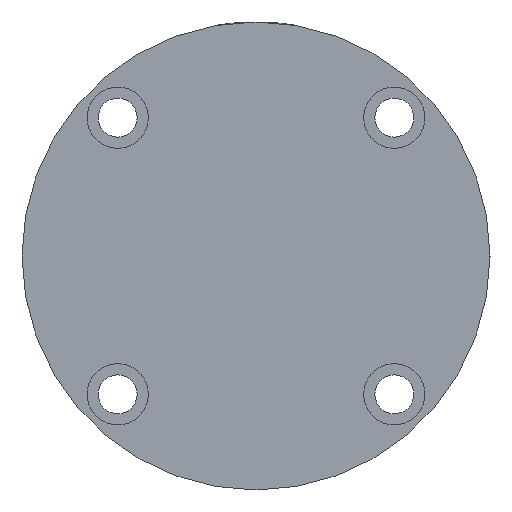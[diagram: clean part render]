
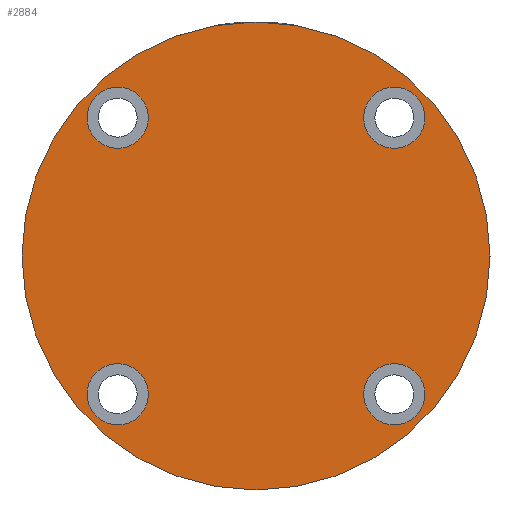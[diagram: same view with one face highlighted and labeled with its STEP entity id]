
A CAD part, left-side view. The second image highlights one B-rep face of the part: STEP entity #2884.
In plain terms, the highlighted face is planar.
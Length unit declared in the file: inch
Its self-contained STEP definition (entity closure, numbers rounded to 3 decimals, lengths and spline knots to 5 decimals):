
#27 = DIRECTION ( 'NONE',  ( 0., 1., 0. ) ) ;
#34 = AXIS2_PLACEMENT_3D ( 'NONE', #133, #2655, #499 ) ;
#86 = CIRCLE ( 'NONE', #528, 0.1715 ) ;
#133 = CARTESIAN_POINT ( 'NONE',  ( 0.77428, 0.5, 0.77428 ) ) ;
#163 = ORIENTED_EDGE ( 'NONE', *, *, #1291, .F. ) ;
#170 = EDGE_LOOP ( 'NONE', ( #2774, #172 ) ) ;
#172 = ORIENTED_EDGE ( 'NONE', *, *, #1643, .T. ) ;
#203 = DIRECTION ( 'NONE',  ( 0., 1., 0. ) ) ;
#402 = DIRECTION ( 'NONE',  ( 0., 1., 0. ) ) ;
#409 = CARTESIAN_POINT ( 'NONE',  ( 0.77428, 0.5, 0.77428 ) ) ;
#428 = CIRCLE ( 'NONE', #1432, 0.1715 ) ;
#499 = DIRECTION ( 'NONE',  ( 0., 0., 1. ) ) ;
#528 = AXIS2_PLACEMENT_3D ( 'NONE', #409, #2923, #782 ) ;
#544 = CARTESIAN_POINT ( 'NONE',  ( -0.77428, 0.5, -0.77428 ) ) ;
#566 = FACE_BOUND ( 'NONE', #3537, .T. ) ;
#596 = ORIENTED_EDGE ( 'NONE', *, *, #1198, .F. ) ;
#674 = CIRCLE ( 'NONE', #1840, 0.1715 ) ;
#686 = FACE_BOUND ( 'NONE', #3431, .T. ) ;
#711 = ORIENTED_EDGE ( 'NONE', *, *, #3094, .F. ) ;
#727 = ORIENTED_EDGE ( 'NONE', *, *, #1841, .F. ) ;
#782 = DIRECTION ( 'NONE',  ( 0., 0., 1. ) ) ;
#784 = CARTESIAN_POINT ( 'NONE',  ( -0.77428, 0.5, 0.60278 ) ) ;
#887 = VERTEX_POINT ( 'NONE', #4413 ) ;
#914 = DIRECTION ( 'NONE',  ( 0., 0., 1. ) ) ;
#949 = ORIENTED_EDGE ( 'NONE', *, *, #3418, .F. ) ;
#997 = VERTEX_POINT ( 'NONE', #3772 ) ;
#1155 = AXIS2_PLACEMENT_3D ( 'NONE', #2350, #203, #2716 ) ;
#1198 = EDGE_CURVE ( 'NONE', #997, #2244, #674, .T. ) ;
#1280 = CIRCLE ( 'NONE', #34, 0.1715 ) ;
#1291 = EDGE_CURVE ( 'NONE', #2244, #997, #428, .T. ) ;
#1431 = DIRECTION ( 'NONE',  ( 0., 1., 0. ) ) ;
#1432 = AXIS2_PLACEMENT_3D ( 'NONE', #1915, #4353, #2269 ) ;
#1443 = VERTEX_POINT ( 'NONE', #1611 ) ;
#1510 = FACE_BOUND ( 'NONE', #3027, .T. ) ;
#1561 = VERTEX_POINT ( 'NONE', #3373 ) ;
#1611 = CARTESIAN_POINT ( 'NONE',  ( 0., 0.5, -1.31 ) ) ;
#1632 = PLANE ( 'NONE',  #1776 ) ;
#1643 = EDGE_CURVE ( 'NONE', #1443, #2434, #4287, .T. ) ;
#1654 = DIRECTION ( 'NONE',  ( 0., 0., -1. ) ) ;
#1662 = ORIENTED_EDGE ( 'NONE', *, *, #2203, .F. ) ;
#1700 = CIRCLE ( 'NONE', #4435, 0.1715 ) ;
#1746 = EDGE_CURVE ( 'NONE', #2233, #2296, #1280, .T. ) ;
#1776 = AXIS2_PLACEMENT_3D ( 'NONE', #3059, #3762, #1654 ) ;
#1816 = CARTESIAN_POINT ( 'NONE',  ( 0.77428, 0.5, 0.94578 ) ) ;
#1840 = AXIS2_PLACEMENT_3D ( 'NONE', #2559, #402, #2914 ) ;
#1841 = EDGE_CURVE ( 'NONE', #2296, #2233, #86, .T. ) ;
#1881 = CARTESIAN_POINT ( 'NONE',  ( 0., 0.5, 0. ) ) ;
#1915 = CARTESIAN_POINT ( 'NONE',  ( 0.77428, 0.5, -0.77428 ) ) ;
#1999 = CARTESIAN_POINT ( 'NONE',  ( 0., 0.5, 0. ) ) ;
#2049 = EDGE_CURVE ( 'NONE', #3061, #4428, #3931, .T. ) ;
#2183 = CARTESIAN_POINT ( 'NONE',  ( -0.77428, 0.5, 0.77428 ) ) ;
#2203 = EDGE_CURVE ( 'NONE', #887, #1561, #4197, .T. ) ;
#2233 = VERTEX_POINT ( 'NONE', #1816 ) ;
#2237 = DIRECTION ( 'NONE',  ( 0., 0., 1. ) ) ;
#2244 = VERTEX_POINT ( 'NONE', #3255 ) ;
#2269 = DIRECTION ( 'NONE',  ( 0., 0., 1. ) ) ;
#2296 = VERTEX_POINT ( 'NONE', #4078 ) ;
#2338 = DIRECTION ( 'NONE',  ( 0., 0., 1. ) ) ;
#2350 = CARTESIAN_POINT ( 'NONE',  ( -0.77428, 0.5, 0.77428 ) ) ;
#2382 = CIRCLE ( 'NONE', #4496, 0.1715 ) ;
#2416 = EDGE_LOOP ( 'NONE', ( #163, #596 ) ) ;
#2434 = VERTEX_POINT ( 'NONE', #3108 ) ;
#2548 = DIRECTION ( 'NONE',  ( 0., 0., 1. ) ) ;
#2559 = CARTESIAN_POINT ( 'NONE',  ( 0.77428, 0.5, -0.77428 ) ) ;
#2632 = CIRCLE ( 'NONE', #3697, 1.31 ) ;
#2655 = DIRECTION ( 'NONE',  ( 0., 1., 0. ) ) ;
#2716 = DIRECTION ( 'NONE',  ( 0., 0., 1. ) ) ;
#2774 = ORIENTED_EDGE ( 'NONE', *, *, #4139, .T. ) ;
#2787 = AXIS2_PLACEMENT_3D ( 'NONE', #1881, #4320, #2237 ) ;
#2884 = ADVANCED_FACE ( 'PLANAR_0', ( #686, #4426, #1510, #566, #4217 ), #1632, .F. ) ;
#2914 = DIRECTION ( 'NONE',  ( 0., 0., 1. ) ) ;
#2923 = DIRECTION ( 'NONE',  ( 0., 1., 0. ) ) ;
#3027 = EDGE_LOOP ( 'NONE', ( #4464, #727 ) ) ;
#3041 = CARTESIAN_POINT ( 'NONE',  ( -0.77428, 0.5, 0.94578 ) ) ;
#3055 = DIRECTION ( 'NONE',  ( 0., 1., 0. ) ) ;
#3059 = CARTESIAN_POINT ( 'NONE',  ( 0., 0.5, 0. ) ) ;
#3061 = VERTEX_POINT ( 'NONE', #3041 ) ;
#3094 = EDGE_CURVE ( 'NONE', #1561, #887, #1700, .T. ) ;
#3108 = CARTESIAN_POINT ( 'NONE',  ( 0., 0.5, 1.31 ) ) ;
#3255 = CARTESIAN_POINT ( 'NONE',  ( 0.77428, 0.5, -0.60278 ) ) ;
#3373 = CARTESIAN_POINT ( 'NONE',  ( -0.77428, 0.5, -0.60278 ) ) ;
#3413 = ORIENTED_EDGE ( 'NONE', *, *, #2049, .F. ) ;
#3418 = EDGE_CURVE ( 'NONE', #4428, #3061, #2382, .T. ) ;
#3431 = EDGE_LOOP ( 'NONE', ( #711, #1662 ) ) ;
#3537 = EDGE_LOOP ( 'NONE', ( #3413, #949 ) ) ;
#3561 = AXIS2_PLACEMENT_3D ( 'NONE', #3572, #1431, #3905 ) ;
#3572 = CARTESIAN_POINT ( 'NONE',  ( -0.77428, 0.5, -0.77428 ) ) ;
#3697 = AXIS2_PLACEMENT_3D ( 'NONE', #1999, #4424, #2338 ) ;
#3762 = DIRECTION ( 'NONE',  ( 0., -1., 0. ) ) ;
#3772 = CARTESIAN_POINT ( 'NONE',  ( 0.77428, 0.5, -0.94578 ) ) ;
#3905 = DIRECTION ( 'NONE',  ( 0., 0., 1. ) ) ;
#3931 = CIRCLE ( 'NONE', #1155, 0.1715 ) ;
#4078 = CARTESIAN_POINT ( 'NONE',  ( 0.77428, 0.5, 0.60278 ) ) ;
#4139 = EDGE_CURVE ( 'NONE', #2434, #1443, #2632, .T. ) ;
#4197 = CIRCLE ( 'NONE', #3561, 0.1715 ) ;
#4217 = FACE_OUTER_BOUND ( 'NONE', #170, .T. ) ;
#4287 = CIRCLE ( 'NONE', #2787, 1.31 ) ;
#4320 = DIRECTION ( 'NONE',  ( 0., 1., 0. ) ) ;
#4353 = DIRECTION ( 'NONE',  ( 0., 1., 0. ) ) ;
#4413 = CARTESIAN_POINT ( 'NONE',  ( -0.77428, 0.5, -0.94578 ) ) ;
#4424 = DIRECTION ( 'NONE',  ( 0., 1., 0. ) ) ;
#4426 = FACE_BOUND ( 'NONE', #2416, .T. ) ;
#4428 = VERTEX_POINT ( 'NONE', #784 ) ;
#4435 = AXIS2_PLACEMENT_3D ( 'NONE', #544, #3055, #914 ) ;
#4464 = ORIENTED_EDGE ( 'NONE', *, *, #1746, .F. ) ;
#4496 = AXIS2_PLACEMENT_3D ( 'NONE', #2183, #27, #2548 ) ;
